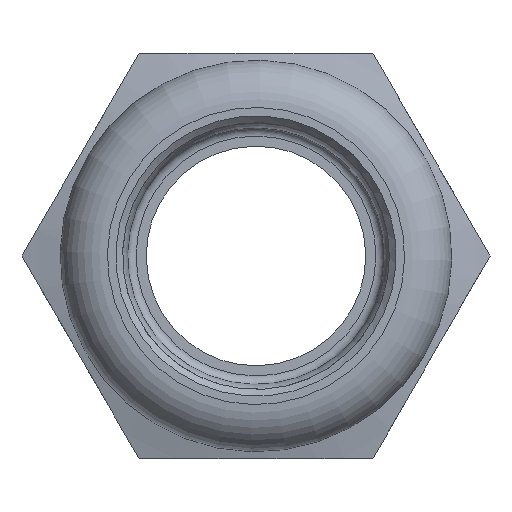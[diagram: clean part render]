
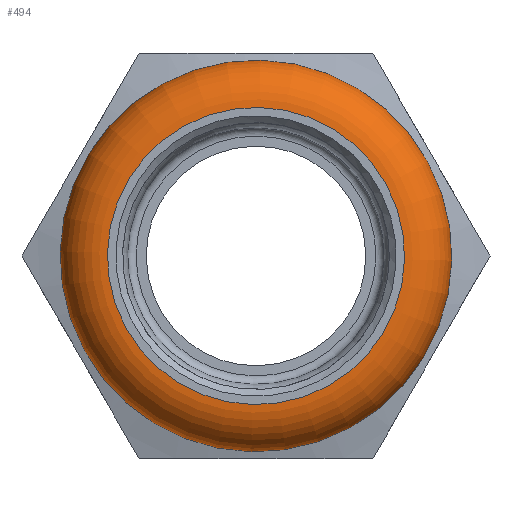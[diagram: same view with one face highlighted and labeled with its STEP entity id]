
A CAD part, left-side view. The second image highlights one B-rep face of the part: STEP entity #494.
In plain terms, the highlighted toroidal (fillet/blend) face has major radius 8.8 mm and minor radius 2.8 mm.
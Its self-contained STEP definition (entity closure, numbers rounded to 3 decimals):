
#50=TOROIDAL_SURFACE('',#550,8.8,2.8);
#57=FACE_OUTER_BOUND('',#88,.T.);
#88=EDGE_LOOP('',(#317,#318,#319,#320));
#163=CIRCLE('',#548,11.006);
#165=CIRCLE('',#551,8.8);
#166=CIRCLE('',#552,2.8);
#199=VERTEX_POINT('',#772);
#201=VERTEX_POINT('',#778);
#243=EDGE_CURVE('',#199,#199,#163,.T.);
#246=EDGE_CURVE('',#201,#201,#165,.T.);
#247=EDGE_CURVE('',#201,#199,#166,.T.);
#317=ORIENTED_EDGE('',*,*,#246,.F.);
#318=ORIENTED_EDGE('',*,*,#247,.T.);
#319=ORIENTED_EDGE('',*,*,#243,.T.);
#320=ORIENTED_EDGE('',*,*,#247,.F.);
#494=ADVANCED_FACE('',(#57),#50,.T.);
#548=AXIS2_PLACEMENT_3D('',#773,#618,#619);
#550=AXIS2_PLACEMENT_3D('',#777,#623,#624);
#551=AXIS2_PLACEMENT_3D('',#779,#625,#626);
#552=AXIS2_PLACEMENT_3D('',#780,#627,#628);
#618=DIRECTION('center_axis',(-1.,0.,0.));
#619=DIRECTION('ref_axis',(0.,1.,0.));
#623=DIRECTION('center_axis',(-1.,0.,0.));
#624=DIRECTION('ref_axis',(0.,0.878,-0.479));
#625=DIRECTION('center_axis',(-1.,0.,0.));
#626=DIRECTION('ref_axis',(0.,1.,0.));
#627=DIRECTION('center_axis',(0.,0.479,0.878));
#628=DIRECTION('ref_axis',(0.,-0.878,0.479));
#772=CARTESIAN_POINT('',(4.524,-9.659,5.277));
#773=CARTESIAN_POINT('Origin',(4.524,0.,0.));
#777=CARTESIAN_POINT('Origin',(2.8,0.,0.));
#778=CARTESIAN_POINT('',(0.,-7.723,4.219));
#779=CARTESIAN_POINT('Origin',(0.,0.,0.));
#780=CARTESIAN_POINT('Origin',(2.8,-7.723,4.219));
